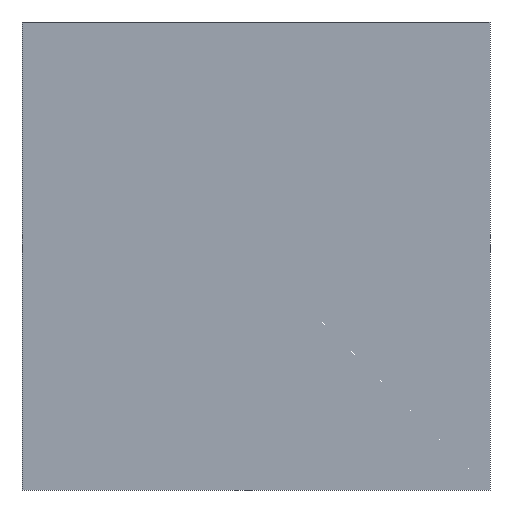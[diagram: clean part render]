
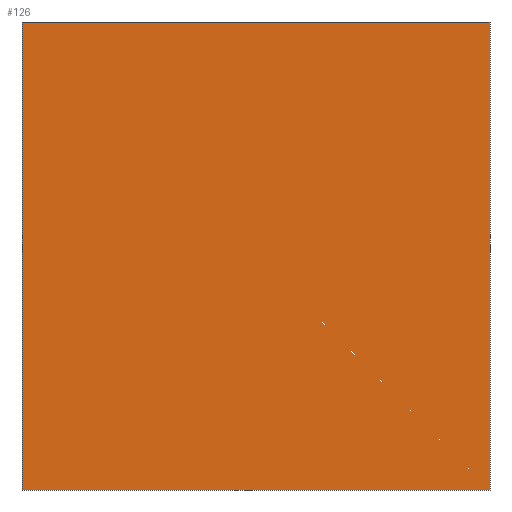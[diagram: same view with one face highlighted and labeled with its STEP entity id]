
A CAD part, front view. The second image highlights one B-rep face of the part: STEP entity #126.
In plain terms, the highlighted planar face has unit normal (0, -1, 0).
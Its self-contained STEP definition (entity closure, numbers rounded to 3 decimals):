
#3 = ORIENTED_EDGE ( 'NONE', *, *, #55, .F. ) ;
#11 = DIRECTION ( 'NONE',  ( 0., 0., 1. ) ) ;
#13 = EDGE_CURVE ( 'NONE', #118, #92, #121, .T. ) ;
#14 = DIRECTION ( 'NONE',  ( 0., 1., 0. ) ) ;
#18 = EDGE_CURVE ( 'NONE', #148, #118, #43, .T. ) ;
#30 = FACE_OUTER_BOUND ( 'NONE', #164, .T. ) ;
#39 = VECTOR ( 'NONE', #95, 1000. ) ;
#42 = DIRECTION ( 'NONE',  ( 1., 0., 0. ) ) ;
#43 = LINE ( 'NONE', #165, #39 ) ;
#45 = VECTOR ( 'NONE', #171, 1000. ) ;
#47 = CARTESIAN_POINT ( 'NONE',  ( -16.25, 0., -16.25 ) ) ;
#48 = CARTESIAN_POINT ( 'NONE',  ( 16.25, 0., -16.25 ) ) ;
#55 = EDGE_CURVE ( 'NONE', #90, #148, #151, .T. ) ;
#66 = VECTOR ( 'NONE', #156, 1000. ) ;
#69 = ORIENTED_EDGE ( 'NONE', *, *, #13, .F. ) ;
#81 = PLANE ( 'NONE',  #87 ) ;
#87 = AXIS2_PLACEMENT_3D ( 'NONE', #130, #14, #11 ) ;
#88 = CARTESIAN_POINT ( 'NONE',  ( -16.25, 0., 16.25 ) ) ;
#89 = ORIENTED_EDGE ( 'NONE', *, *, #18, .F. ) ;
#90 = VERTEX_POINT ( 'NONE', #88 ) ;
#92 = VERTEX_POINT ( 'NONE', #47 ) ;
#95 = DIRECTION ( 'NONE',  ( 0., 0., -1. ) ) ;
#109 = CARTESIAN_POINT ( 'NONE',  ( -16.25, 0., 16.25 ) ) ;
#118 = VERTEX_POINT ( 'NONE', #48 ) ;
#121 = LINE ( 'NONE', #153, #45 ) ;
#126 = ADVANCED_FACE ( 'NONE', ( #30 ), #81, .F. ) ;
#127 = CARTESIAN_POINT ( 'NONE',  ( -16.25, 0., -16.25 ) ) ;
#130 = CARTESIAN_POINT ( 'NONE',  ( 0., 0., 0. ) ) ;
#143 = CARTESIAN_POINT ( 'NONE',  ( 16.25, 0., 16.25 ) ) ;
#148 = VERTEX_POINT ( 'NONE', #143 ) ;
#151 = LINE ( 'NONE', #109, #159 ) ;
#152 = EDGE_CURVE ( 'NONE', #92, #90, #176, .T. ) ;
#153 = CARTESIAN_POINT ( 'NONE',  ( -16.25, 0., -16.25 ) ) ;
#156 = DIRECTION ( 'NONE',  ( 0., 0., 1. ) ) ;
#159 = VECTOR ( 'NONE', #42, 1000. ) ;
#164 = EDGE_LOOP ( 'NONE', ( #89, #3, #179, #69 ) ) ;
#165 = CARTESIAN_POINT ( 'NONE',  ( 16.25, 0., -16.25 ) ) ;
#171 = DIRECTION ( 'NONE',  ( -1., 0., 0. ) ) ;
#176 = LINE ( 'NONE', #127, #66 ) ;
#179 = ORIENTED_EDGE ( 'NONE', *, *, #152, .F. ) ;
